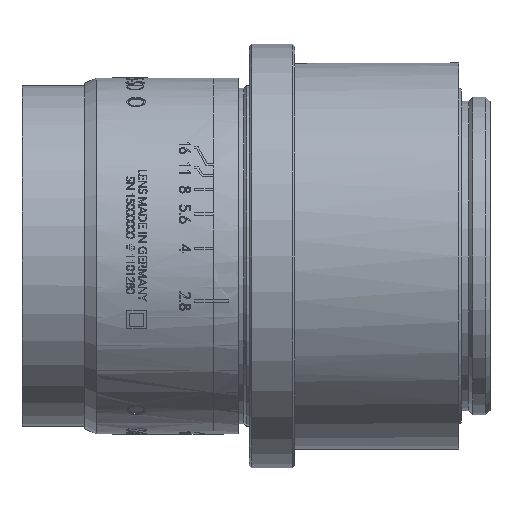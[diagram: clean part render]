
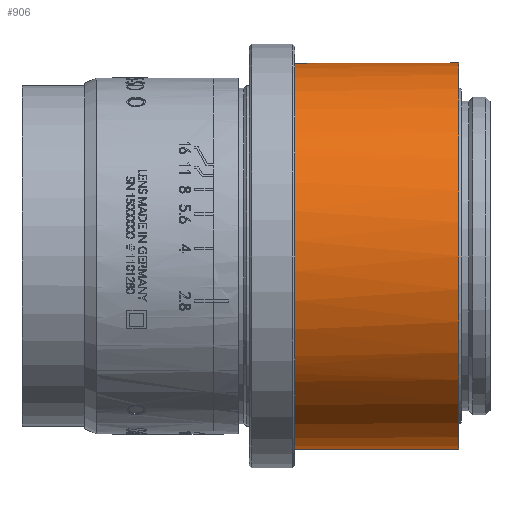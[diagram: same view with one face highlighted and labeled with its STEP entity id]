
A CAD part, front view. The second image highlights one B-rep face of the part: STEP entity #906.
In plain terms, the highlighted cylindrical face has radius 25.5 mm (diameter 51 mm), a full revolution.
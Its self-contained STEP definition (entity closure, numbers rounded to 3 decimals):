
#906=ADVANCED_FACE('',(#2122,#2123),#1206,.T.);
#1206=CYLINDRICAL_SURFACE('',#9919,25.5);
#1727=CIRCLE('',#9907,25.5);
#1728=CIRCLE('',#9909,25.5);
#1729=CIRCLE('',#9910,25.5);
#1730=CIRCLE('',#9911,25.5);
#1731=CIRCLE('',#9912,25.5);
#1732=CIRCLE('',#9913,25.5);
#1733=CIRCLE('',#9914,25.5);
#1734=CIRCLE('',#9915,25.5);
#1735=CIRCLE('',#9916,25.5);
#1736=CIRCLE('',#9917,25.5);
#1737=CIRCLE('',#9918,25.5);
#2122=FACE_BOUND('',#2728,.T.);
#2123=FACE_BOUND('',#2729,.T.);
#2728=EDGE_LOOP('',(#5321,#5322,#5323,#5324,#5325,#5326,#5327,#5328,#5329,
#5330));
#2729=EDGE_LOOP('',(#5331));
#5321=ORIENTED_EDGE('',*,*,#8277,.T.);
#5322=ORIENTED_EDGE('',*,*,#8278,.T.);
#5323=ORIENTED_EDGE('',*,*,#8279,.T.);
#5324=ORIENTED_EDGE('',*,*,#8280,.T.);
#5325=ORIENTED_EDGE('',*,*,#8281,.T.);
#5326=ORIENTED_EDGE('',*,*,#8282,.T.);
#5327=ORIENTED_EDGE('',*,*,#8283,.T.);
#5328=ORIENTED_EDGE('',*,*,#8284,.T.);
#5329=ORIENTED_EDGE('',*,*,#8285,.T.);
#5330=ORIENTED_EDGE('',*,*,#8286,.T.);
#5331=ORIENTED_EDGE('',*,*,#8276,.F.);
#6895=VERTEX_POINT('',#19233);
#6896=VERTEX_POINT('',#19236);
#6897=VERTEX_POINT('',#19237);
#6898=VERTEX_POINT('',#19239);
#6899=VERTEX_POINT('',#19241);
#6900=VERTEX_POINT('',#19243);
#6901=VERTEX_POINT('',#19245);
#6902=VERTEX_POINT('',#19247);
#6903=VERTEX_POINT('',#19249);
#6904=VERTEX_POINT('',#19251);
#6905=VERTEX_POINT('',#19253);
#8276=EDGE_CURVE('',#6895,#6895,#1727,.T.);
#8277=EDGE_CURVE('',#6896,#6897,#1728,.T.);
#8278=EDGE_CURVE('',#6897,#6898,#1729,.T.);
#8279=EDGE_CURVE('',#6898,#6899,#1730,.T.);
#8280=EDGE_CURVE('',#6899,#6900,#1731,.T.);
#8281=EDGE_CURVE('',#6900,#6901,#1732,.T.);
#8282=EDGE_CURVE('',#6901,#6902,#1733,.T.);
#8283=EDGE_CURVE('',#6902,#6903,#1734,.T.);
#8284=EDGE_CURVE('',#6903,#6904,#1735,.T.);
#8285=EDGE_CURVE('',#6904,#6905,#1736,.T.);
#8286=EDGE_CURVE('',#6905,#6896,#1737,.T.);
#9907=AXIS2_PLACEMENT_3D('',#19232,#11008,#11009);
#9909=AXIS2_PLACEMENT_3D('',#19235,#11012,#11013);
#9910=AXIS2_PLACEMENT_3D('',#19238,#11014,#11015);
#9911=AXIS2_PLACEMENT_3D('',#19240,#11016,#11017);
#9912=AXIS2_PLACEMENT_3D('',#19242,#11018,#11019);
#9913=AXIS2_PLACEMENT_3D('',#19244,#11020,#11021);
#9914=AXIS2_PLACEMENT_3D('',#19246,#11022,#11023);
#9915=AXIS2_PLACEMENT_3D('',#19248,#11024,#11025);
#9916=AXIS2_PLACEMENT_3D('',#19250,#11026,#11027);
#9917=AXIS2_PLACEMENT_3D('',#19252,#11028,#11029);
#9918=AXIS2_PLACEMENT_3D('',#19254,#11030,#11031);
#9919=AXIS2_PLACEMENT_3D('',#19255,#11032,#11033);
#11008=DIRECTION('',(1.,0.,0.));
#11009=DIRECTION('',(0.,0.,-1.));
#11012=DIRECTION('',(1.,0.,0.));
#11013=DIRECTION('',(0.,0.,-1.));
#11014=DIRECTION('',(1.,0.,0.));
#11015=DIRECTION('',(0.,0.,-1.));
#11016=DIRECTION('',(1.,0.,0.));
#11017=DIRECTION('',(0.,0.,-1.));
#11018=DIRECTION('',(1.,0.,0.));
#11019=DIRECTION('',(0.,0.,-1.));
#11020=DIRECTION('',(1.,0.,0.));
#11021=DIRECTION('',(0.,0.,-1.));
#11022=DIRECTION('',(1.,0.,0.));
#11023=DIRECTION('',(0.,0.,-1.));
#11024=DIRECTION('',(1.,0.,0.));
#11025=DIRECTION('',(0.,0.,-1.));
#11026=DIRECTION('',(1.,0.,0.));
#11027=DIRECTION('',(0.,0.,-1.));
#11028=DIRECTION('',(1.,0.,0.));
#11029=DIRECTION('',(0.,0.,-1.));
#11030=DIRECTION('',(1.,0.,0.));
#11031=DIRECTION('',(0.,0.,-1.));
#11032=DIRECTION('',(1.,0.,0.));
#11033=DIRECTION('',(0.,0.,-1.));
#19232=CARTESIAN_POINT('',(-20.3,0.,0.));
#19233=CARTESIAN_POINT('',(-20.3,0.,-25.5));
#19235=CARTESIAN_POINT('',(-42.,0.,0.));
#19236=CARTESIAN_POINT('',(-42.,5.895,-24.809));
#19237=CARTESIAN_POINT('',(-42.,9.813,-23.536));
#19238=CARTESIAN_POINT('',(-42.,0.,0.));
#19239=CARTESIAN_POINT('',(-42.,25.489,-0.75));
#19240=CARTESIAN_POINT('',(-42.,0.,0.));
#19241=CARTESIAN_POINT('',(-42.,25.489,0.75));
#19242=CARTESIAN_POINT('',(-42.,0.,0.));
#19243=CARTESIAN_POINT('',(-42.,9.813,23.536));
#19244=CARTESIAN_POINT('',(-42.,0.,0.));
#19245=CARTESIAN_POINT('',(-42.,5.895,24.809));
#19246=CARTESIAN_POINT('',(-42.,0.,0.));
#19247=CARTESIAN_POINT('',(-42.,-19.352,16.606));
#19248=CARTESIAN_POINT('',(-42.,0.,0.));
#19249=CARTESIAN_POINT('',(-42.,-21.773,13.273));
#19250=CARTESIAN_POINT('',(-42.,0.,0.));
#19251=CARTESIAN_POINT('',(-42.,-21.773,-13.273));
#19252=CARTESIAN_POINT('',(-42.,0.,0.));
#19253=CARTESIAN_POINT('',(-42.,-19.352,-16.606));
#19254=CARTESIAN_POINT('',(-42.,0.,0.));
#19255=CARTESIAN_POINT('',(-2.48,0.,0.));
